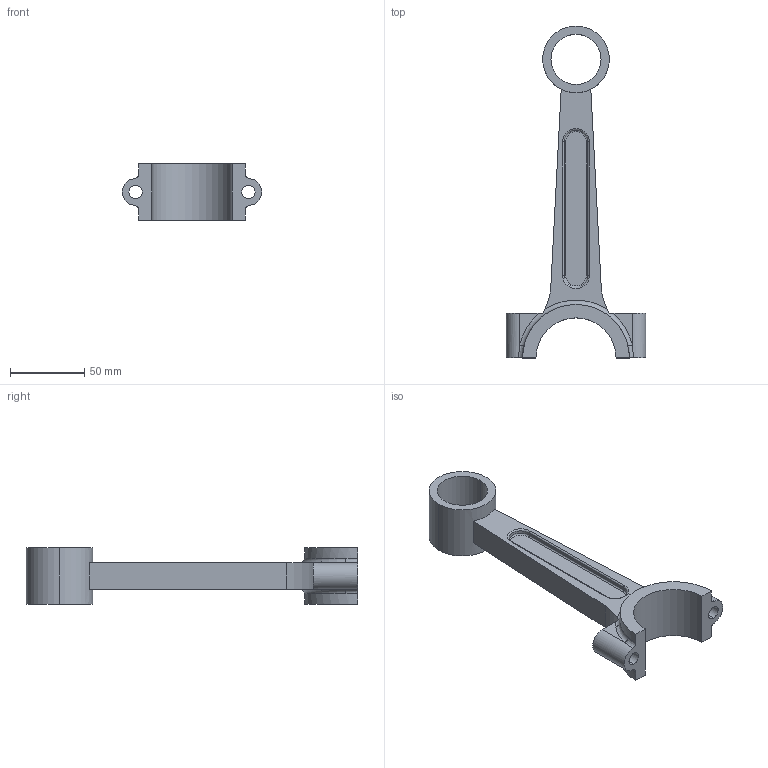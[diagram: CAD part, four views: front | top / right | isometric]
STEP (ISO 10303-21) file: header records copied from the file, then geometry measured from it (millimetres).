
FILE_DESCRIPTION (( 'STEP AP203' ), '1' );
FILE_NAME ('Connecting Rod.STEP', '2023-11-12T17:26:19', ( '' ), ( '' ), 'SwSTEP 2.0', 'SolidWorks 2023', '' );
FILE_SCHEMA (( 'CONFIG_CONTROL_DESIGN' ));
Length unit declared in the file: millimetre
Products named in the file (1): Connecting Rod
Bounding box: 94 x 223.7 x 38 mm (x, y, z)
Volume: 132010.6 mm3; surface area: 38265.9 mm2
Topology: 1 solids, 1 shells, 63 faces, 154 edges, 96 vertices
Faces by surface type: cylinder 27, plane 22, torus 10, bspline 4
Entity records: 2055 total; most frequent: CARTESIAN_POINT 462, DIRECTION 336, ORIENTED_EDGE 308, EDGE_CURVE 154, AXIS2_PLACEMENT_3D 138, VERTEX_POINT 96, CIRCLE 78, EDGE_LOOP 72
